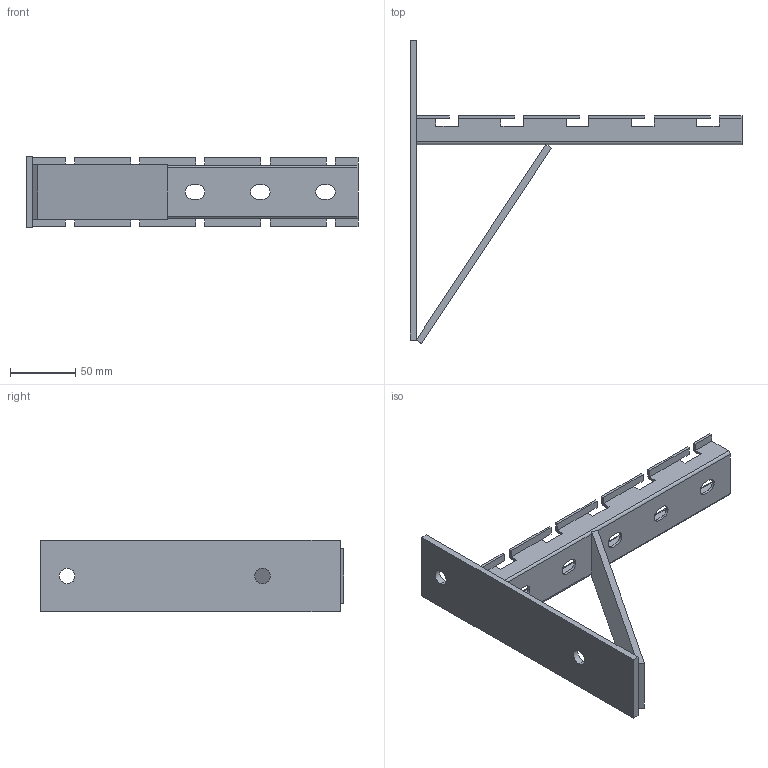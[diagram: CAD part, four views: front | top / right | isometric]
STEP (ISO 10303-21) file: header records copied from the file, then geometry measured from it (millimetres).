
FILE_DESCRIPTION (( 'STEP AP214' ), '1' );
FILE_NAME ('LC-CWB200_3D.step', '2023-05-09T16:29:55', ( '' ), ( '' ), 'SwSTEP 2.0', 'SolidWorks 2022', '' );
FILE_SCHEMA (( 'AUTOMOTIVE_DESIGN' ));
Length unit declared in the file: millimetre
Products named in the file (1): LC-CWB200_3D
Bounding box: 254.75 x 232.76 x 55 mm (x, y, z)
Volume: 137574.5 mm3; surface area: 88768.2 mm2
Topology: 3 solids, 3 shells, 158 faces, 436 edges, 284 vertices
Faces by surface type: plane 116, cylinder 42
Entity records: 5064 total; most frequent: CARTESIAN_POINT 879, ORIENTED_EDGE 872, DIRECTION 838, EDGE_CURVE 436, LINE 352, VECTOR 352, VERTEX_POINT 284, AXIS2_PLACEMENT_3D 243
